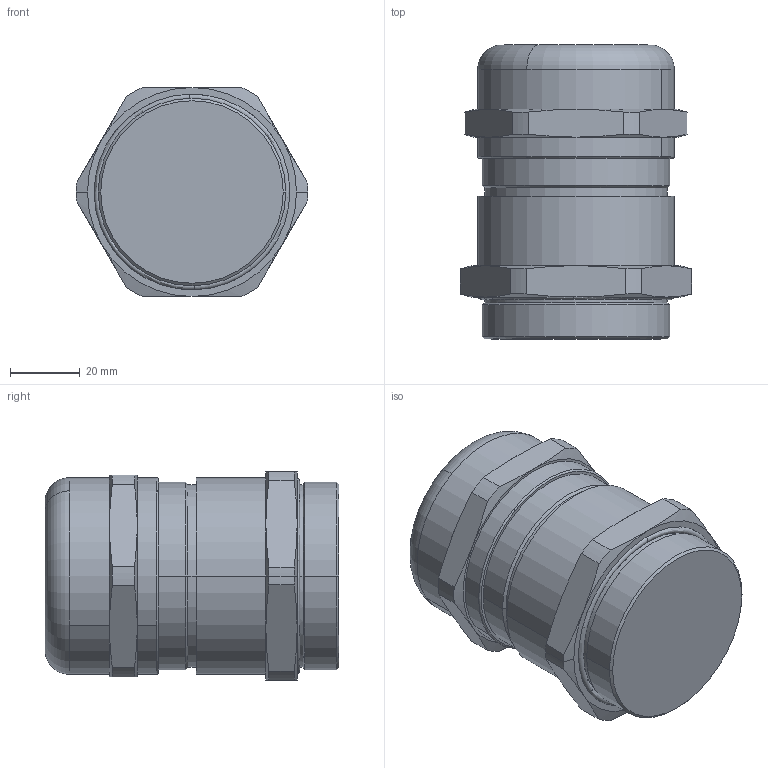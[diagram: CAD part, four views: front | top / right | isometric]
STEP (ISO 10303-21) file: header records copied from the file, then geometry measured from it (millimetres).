
FILE_DESCRIPTION (( 'STEP AP203' ), '1' );
FILE_NAME ('BSEM-E9-PG42T-WCL.step', '2021-11-30T13:47:03', ( '' ), ( '' ), 'SwSTEP 2.0', 'SolidWorks 2021', '' );
FILE_SCHEMA (( 'CONFIG_CONTROL_DESIGN' ));
Length unit declared in the file: inch
Products named in the file (1): BSEM-E9-PG42T-WCL
Bounding box: 66.5 x 84.42 x 60 mm (x, y, z)
Volume: 212191 mm3; surface area: 22134.8 mm2
Topology: 1 solids, 1 shells, 89 faces, 202 edges, 122 vertices
Faces by surface type: cone 34, cylinder 28, plane 21, torus 6
Entity records: 2527 total; most frequent: CARTESIAN_POINT 510, DIRECTION 438, ORIENTED_EDGE 404, EDGE_CURVE 202, AXIS2_PLACEMENT_3D 194, VERTEX_POINT 122, CIRCLE 104, EDGE_LOOP 96
